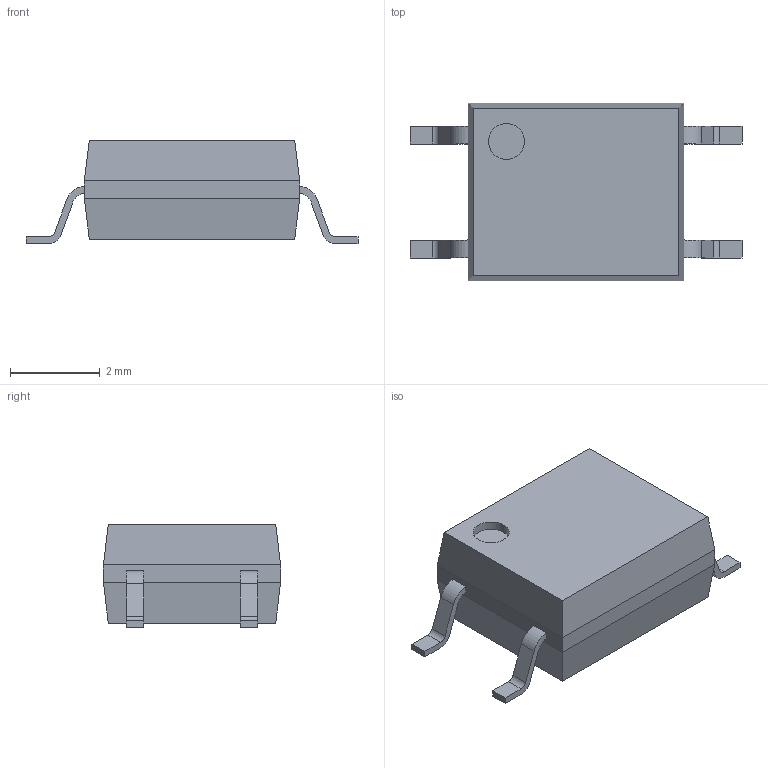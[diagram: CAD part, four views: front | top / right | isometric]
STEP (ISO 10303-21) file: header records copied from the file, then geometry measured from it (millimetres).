
FILE_DESCRIPTION((''),'2;1');
FILE_NAME('SOIC127P700X230-4_6N.stp','2015-10-05T11:50:43',(''),(''),'Mechanical Desktop 2011','Mechanical Desktop 2011',', , ');
FILE_SCHEMA(('AUTOMOTIVE_DESIGN { 1 2 10303 214 1 1 1 1 }'));
Length unit declared in the file: millimetre
Products named in the file (1): Product
Bounding box: 7.4 x 3.95 x 2.3 mm (x, y, z)
Volume: 40.4 mm3; surface area: 81.8 mm2
Topology: 5 solids, 5 shells, 65 faces, 154 edges, 100 vertices
Faces by surface type: plane 30, bspline 25, cylinder 10
Entity records: 2012 total; most frequent: CARTESIAN_POINT 507, ORIENTED_EDGE 308, DIRECTION 272, EDGE_CURVE 154, VECTOR 118, LINE 118, VERTEX_POINT 100, AXIS2_PLACEMENT_3D 77
